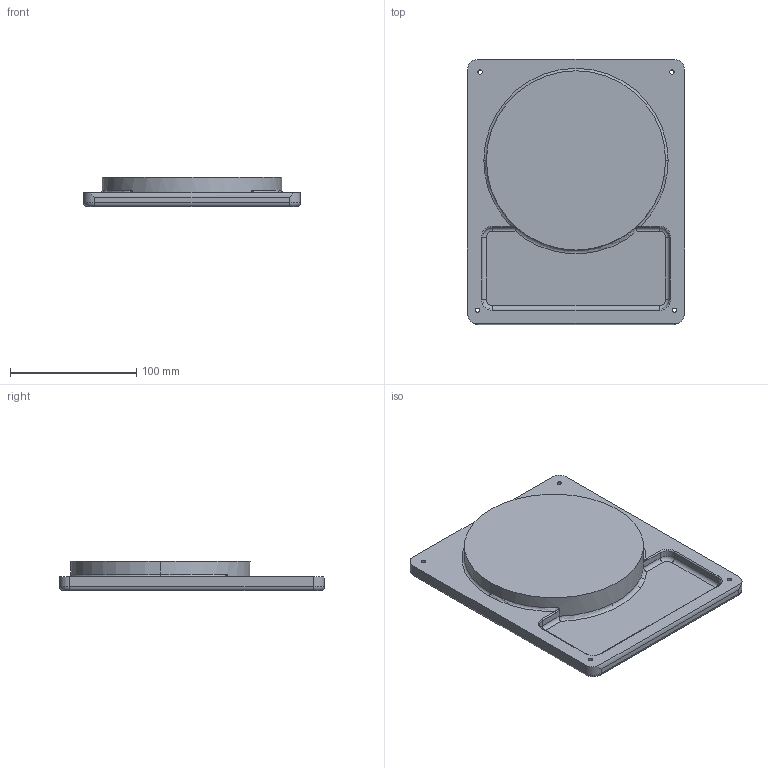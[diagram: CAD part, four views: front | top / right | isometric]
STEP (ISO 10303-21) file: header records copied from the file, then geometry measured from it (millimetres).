
FILE_DESCRIPTION (( 'STEP AP214' ), '1' );
FILE_NAME ('Base.STEP', '2024-08-19T13:24:21', ( '' ), ( '' ), 'SwSTEP 2.0', 'SolidWorks 2024', '' );
FILE_SCHEMA (( 'AUTOMOTIVE_DESIGN' ));
Length unit declared in the file: millimetre
Products named in the file (1): Base
Bounding box: 172 x 210 x 23 mm (x, y, z)
Volume: 509632.8 mm3; surface area: 88275.3 mm2
Topology: 1 solids, 1 shells, 366 faces, 946 edges, 618 vertices
Faces by surface type: plane 158, bspline 143, cylinder 41, torus 24
Entity records: 18115 total; most frequent: CARTESIAN_POINT 10042, ORIENTED_EDGE 1892, DIRECTION 1216, EDGE_CURVE 946, VERTEX_POINT 618, LINE 540, VECTOR 540, EDGE_LOOP 410
